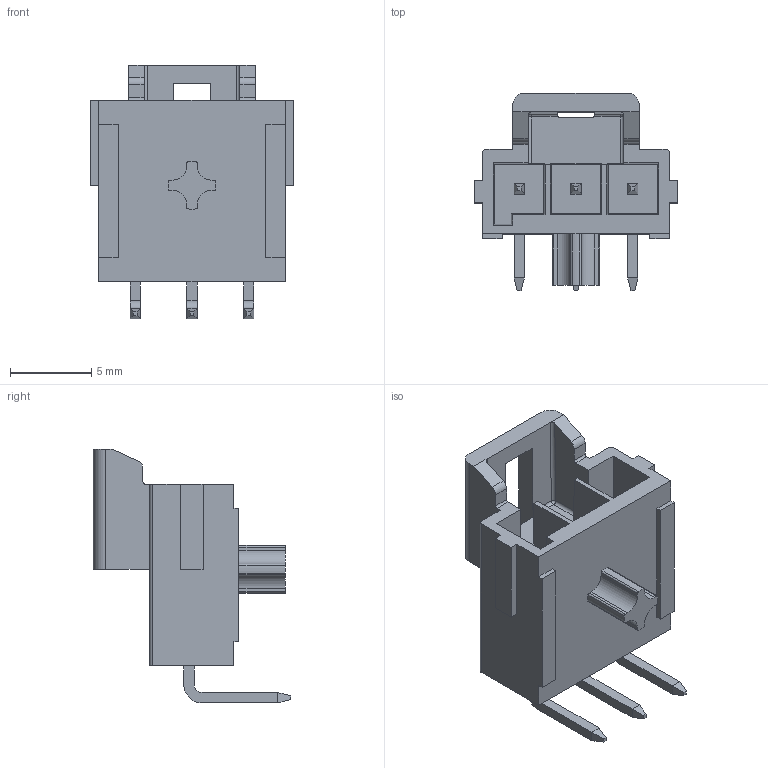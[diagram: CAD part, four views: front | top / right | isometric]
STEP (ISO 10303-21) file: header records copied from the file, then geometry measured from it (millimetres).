
FILE_DESCRIPTION((''),'2;1');
FILE_NAME('1723101103','2015-07-31T',('me'),(''),'PRO/ENGINEER BY PARAMETRIC TECHNOLOGY CORPORATION, 2011490','PRO/ENGINEER BY PARAMETRIC TECHNOLOGY CORPORATION, 2011490','');
FILE_SCHEMA(('CONFIG_CONTROL_DESIGN'));
Length unit declared in the file: millimetre
Products named in the file (1): 1723101103
Bounding box: 12.5 x 12.16 x 15.63 mm (x, y, z)
Volume: 536.5 mm3; surface area: 1143.6 mm2
Topology: 1 solids, 1 shells, 233 faces, 648 edges, 424 vertices
Faces by surface type: plane 161, cylinder 70, sphere 2
Entity records: 7461 total; most frequent: CARTESIAN_POINT 1322, ORIENTED_EDGE 1280, DIRECTION 1256, EDGE_CURVE 640, VECTOR 500, LINE 500, VERTEX_POINT 416, AXIS2_PLACEMENT_3D 378
